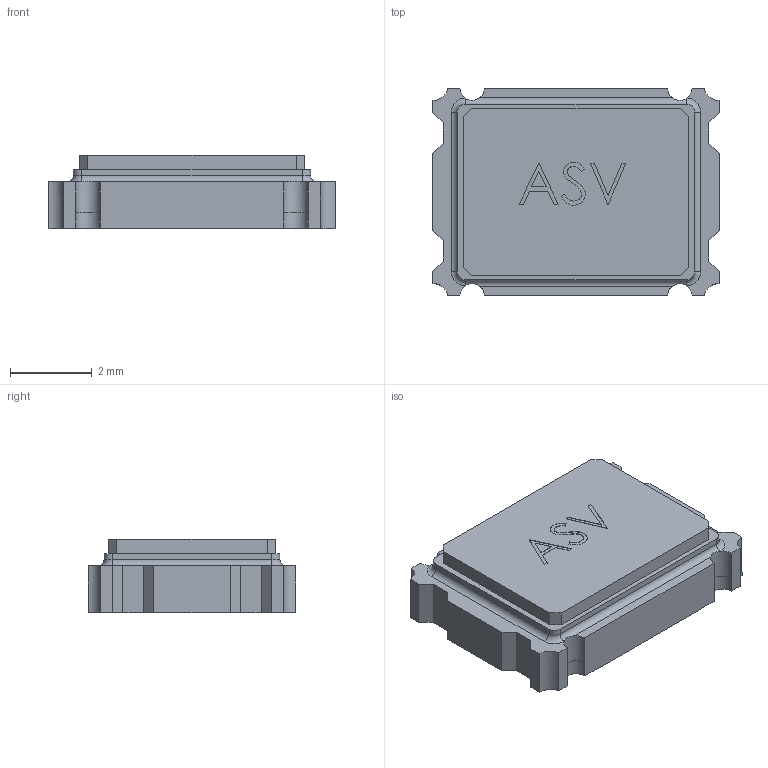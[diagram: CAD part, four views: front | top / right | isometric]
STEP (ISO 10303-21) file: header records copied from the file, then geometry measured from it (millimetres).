
FILE_DESCRIPTION (( 'STEP AP214' ), '1' );
FILE_NAME ('ASV.STEP', '2013-07-25T11:06:03', ( '' ), ( '' ), 'SwSTEP 2.0', 'SolidWorks 2012', '' );
FILE_SCHEMA (( 'AUTOMOTIVE_DESIGN' ));
Length unit declared in the file: millimetre
Products named in the file (1): ASV
Bounding box: 7 x 5.08 x 1.8 mm (x, y, z)
Volume: 54.3 mm3; surface area: 108.9 mm2
Topology: 1 solids, 1 shells, 123 faces, 340 edges, 224 vertices
Faces by surface type: plane 84, cylinder 20, bspline 15, torus 4
Entity records: 5919 total; most frequent: CARTESIAN_POINT 1463, ORIENTED_EDGE 680, DIRECTION 568, EDGE_CURVE 340, LINE 254, VECTOR 254, VERTEX_POINT 224, AXIS2_PLACEMENT_3D 157
